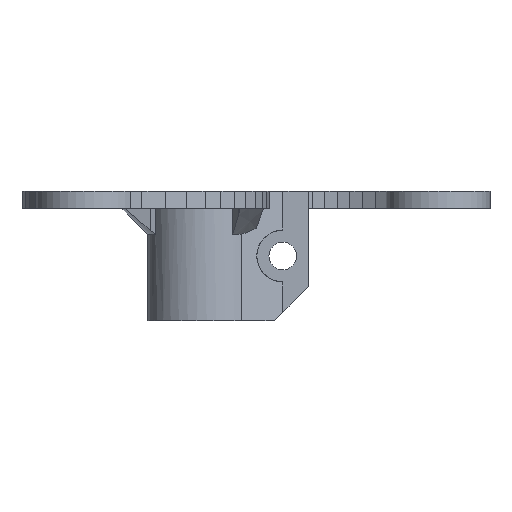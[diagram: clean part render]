
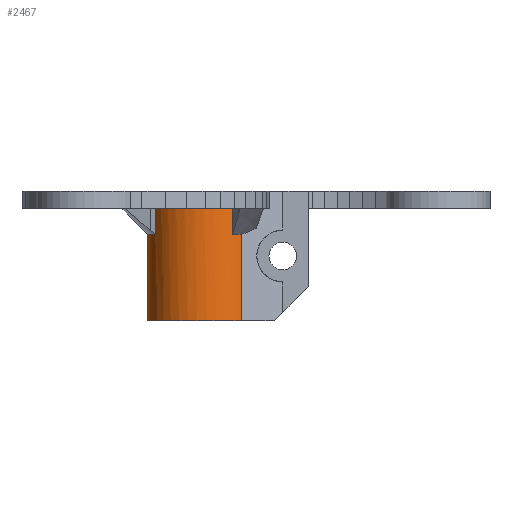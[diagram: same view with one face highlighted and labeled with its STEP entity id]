
A CAD part, left-side view. The second image highlights one B-rep face of the part: STEP entity #2467.
In plain terms, the highlighted cylindrical face has radius 6.55 mm (diameter 13.1 mm), a partial arc.
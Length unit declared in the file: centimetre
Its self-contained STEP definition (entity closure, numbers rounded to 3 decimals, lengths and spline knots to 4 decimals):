
#106=CYLINDRICAL_SURFACE('',#2601,0.655);
#226=VECTOR('',#3631,1.);
#230=VECTOR('',#3642,1.);
#234=VECTOR('',#3650,1.);
#235=VECTOR('',#3651,1.);
#236=VECTOR('',#3654,1.);
#237=VECTOR('',#3655,1.);
#238=VECTOR('',#3658,1.);
#532=LINE('',#2986,#226);
#536=LINE('',#3001,#230);
#540=LINE('',#3011,#234);
#541=LINE('',#3012,#235);
#542=LINE('',#3016,#236);
#543=LINE('',#3017,#237);
#544=LINE('',#3021,#238);
#839=CIRCLE('',#2587,0.655);
#845=CIRCLE('',#2602,0.655);
#846=CIRCLE('',#2603,0.655);
#847=CIRCLE('',#2604,0.655);
#848=CIRCLE('',#2605,0.655);
#872=VERTEX_POINT('',#2757);
#873=VERTEX_POINT('',#2759);
#904=VERTEX_POINT('',#2821);
#905=VERTEX_POINT('',#2822);
#936=VERTEX_POINT('',#2884);
#937=VERTEX_POINT('',#2885);
#983=VERTEX_POINT('',#2985);
#987=VERTEX_POINT('',#3000);
#988=VERTEX_POINT('',#3002);
#991=VERTEX_POINT('',#3010);
#992=VERTEX_POINT('',#3013);
#993=VERTEX_POINT('',#3015);
#994=VERTEX_POINT('',#3018);
#995=VERTEX_POINT('',#3020);
#1130=EDGE_CURVE('',#872,#873,#839,.T.);
#1162=EDGE_CURVE('',#904,#905,#839,.T.);
#1194=EDGE_CURVE('',#936,#937,#839,.T.);
#1245=EDGE_CURVE('',#983,#872,#532,.T.);
#1252=EDGE_CURVE('',#987,#988,#536,.T.);
#1256=EDGE_CURVE('',#991,#987,#845,.T.);
#1257=EDGE_CURVE('',#991,#937,#540,.T.);
#1258=EDGE_CURVE('',#936,#992,#541,.T.);
#1259=EDGE_CURVE('',#993,#992,#846,.T.);
#1260=EDGE_CURVE('',#993,#905,#542,.T.);
#1261=EDGE_CURVE('',#904,#994,#543,.T.);
#1262=EDGE_CURVE('',#995,#994,#847,.T.);
#1263=EDGE_CURVE('',#995,#873,#544,.T.);
#1264=EDGE_CURVE('',#983,#988,#848,.T.);
#1622=ORIENTED_EDGE('',*,*,#1252,.F.);
#1623=ORIENTED_EDGE('',*,*,#1256,.F.);
#1624=ORIENTED_EDGE('',*,*,#1257,.T.);
#1625=ORIENTED_EDGE('',*,*,#1194,.F.);
#1626=ORIENTED_EDGE('',*,*,#1258,.T.);
#1627=ORIENTED_EDGE('',*,*,#1259,.F.);
#1628=ORIENTED_EDGE('',*,*,#1260,.T.);
#1629=ORIENTED_EDGE('',*,*,#1162,.F.);
#1630=ORIENTED_EDGE('',*,*,#1261,.T.);
#1631=ORIENTED_EDGE('',*,*,#1262,.F.);
#1632=ORIENTED_EDGE('',*,*,#1263,.T.);
#1633=ORIENTED_EDGE('',*,*,#1130,.F.);
#1634=ORIENTED_EDGE('',*,*,#1245,.F.);
#1635=ORIENTED_EDGE('',*,*,#1264,.T.);
#2197=EDGE_LOOP('',(#1622,#1623,#1624,#1625,#1626,#1627,#1628,#1629,#1630,
#1631,#1632,#1633,#1634,#1635));
#2334=FACE_BOUND('',#2197,.T.);
#2467=ADVANCED_FACE('',(#2334),#106,.T.);
#2587=AXIS2_PLACEMENT_3D('',#2758,#3509,#3510);
#2601=AXIS2_PLACEMENT_3D('',#3008,#3646,#3647);
#2602=AXIS2_PLACEMENT_3D('',#3009,#3648,#3649);
#2603=AXIS2_PLACEMENT_3D('',#3014,#3652,#3653);
#2604=AXIS2_PLACEMENT_3D('',#3019,#3656,#3657);
#2605=AXIS2_PLACEMENT_3D('',#3022,#3659,#3660);
#2757=CARTESIAN_POINT('',(0.4937,-0.4305,-0.5));
#2758=CARTESIAN_POINT('',(0.,0.,-0.5));
#2759=CARTESIAN_POINT('',(0.5652,-0.3311,-0.5));
#2821=CARTESIAN_POINT('',(0.655,-0.0018,-0.5));
#2822=CARTESIAN_POINT('',(0.0041,0.655,-0.5));
#2884=CARTESIAN_POINT('',(-0.3259,0.5682,-0.5));
#2885=CARTESIAN_POINT('',(-0.5693,-0.3239,-0.5));
#2985=CARTESIAN_POINT('',(0.4937,-0.4305,-2.));
#2986=CARTESIAN_POINT('',(0.4937,-0.4305,-0.5));
#3000=CARTESIAN_POINT('',(-0.4937,-0.4305,-1.));
#3001=CARTESIAN_POINT('',(-0.4937,-0.4305,-0.5));
#3002=CARTESIAN_POINT('',(-0.4937,-0.4305,-2.));
#3008=CARTESIAN_POINT('',(0.,0.,-0.5));
#3009=CARTESIAN_POINT('',(0.,0.,-1.));
#3010=CARTESIAN_POINT('',(-0.5693,-0.3239,-1.));
#3011=CARTESIAN_POINT('',(-0.5693,-0.3239,-0.6));
#3012=CARTESIAN_POINT('',(-0.3259,0.5682,-0.6));
#3013=CARTESIAN_POINT('',(-0.3259,0.5682,-1.));
#3014=CARTESIAN_POINT('',(0.,0.,-1.));
#3015=CARTESIAN_POINT('',(0.0041,0.655,-1.));
#3016=CARTESIAN_POINT('',(0.0041,0.655,-0.6));
#3017=CARTESIAN_POINT('',(0.655,-0.0018,-0.6));
#3018=CARTESIAN_POINT('',(0.655,-0.0018,-1.));
#3019=CARTESIAN_POINT('',(0.,0.,-1.));
#3020=CARTESIAN_POINT('',(0.5652,-0.3311,-1.));
#3021=CARTESIAN_POINT('',(0.5652,-0.3311,-0.6));
#3022=CARTESIAN_POINT('',(0.,0.,-2.));
#3509=DIRECTION('',(0.,0.,1.));
#3510=DIRECTION('',(0.655,0.,0.));
#3631=DIRECTION('',(0.,0.,1.));
#3642=DIRECTION('',(0.,0.,-1.));
#3646=DIRECTION('',(0.,0.,-1.));
#3647=DIRECTION('',(0.655,0.,0.));
#3648=DIRECTION('',(0.,0.,1.));
#3649=DIRECTION('',(-0.465,-0.461,0.));
#3650=DIRECTION('',(0.,0.,1.));
#3651=DIRECTION('',(0.,0.,-1.));
#3652=DIRECTION('',(0.,0.,1.));
#3653=DIRECTION('',(-0.167,0.633,0.));
#3654=DIRECTION('',(0.,0.,1.));
#3655=DIRECTION('',(0.,0.,-1.));
#3656=DIRECTION('',(0.,0.,1.));
#3657=DIRECTION('',(0.632,-0.172,0.));
#3658=DIRECTION('',(0.,0.,1.));
#3659=DIRECTION('',(0.,0.,1.));
#3660=DIRECTION('',(0.655,0.,0.));
